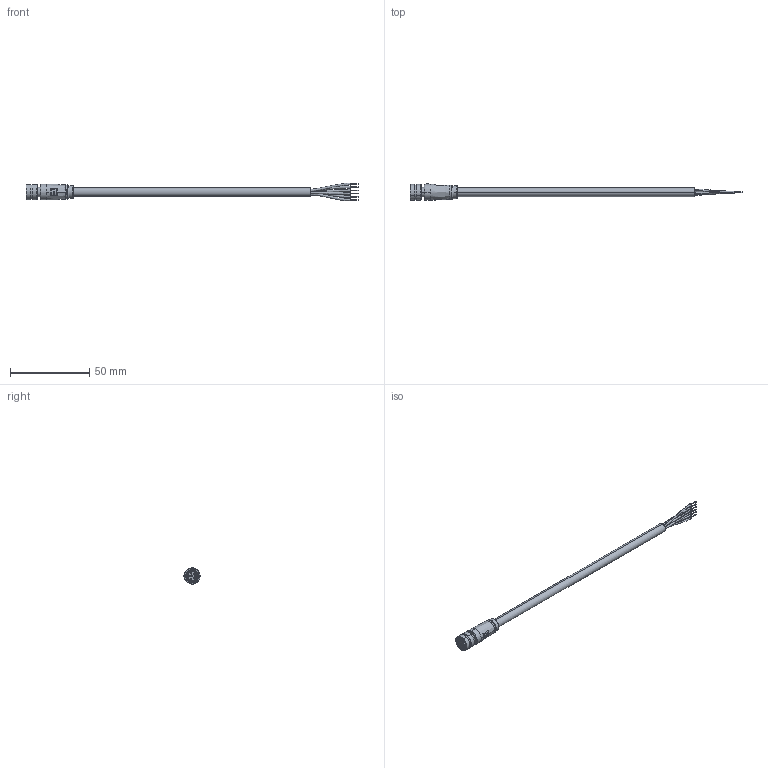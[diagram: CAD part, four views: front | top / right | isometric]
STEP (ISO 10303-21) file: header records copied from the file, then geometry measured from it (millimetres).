
FILE_DESCRIPTION (( 'STEP AP203' ), '1' );
FILE_NAME ('10-05403revA.STEP', '2023-03-17T20:23:35', ( '' ), ( '' ), 'SwSTEP 2.0', 'SolidWorks 2021', '' );
FILE_SCHEMA (( 'CONFIG_CONTROL_DESIGN' ));
Length unit declared in the file: millimetre
Products named in the file (9): 50-01034-02_STEP; 50-01034-05___; 30-02981_s + t; 50-01034-01___; 50-01034-04___; 24-00400_3D print; 50-01034-03___; 50-01034_STEP; 10-05403revA
Assembly tree (12 placements, depth 3):
  10-05403revA
    30-02981_s + t
    24-00400_3D print
    50-01034_STEP
      50-01034-01___
      50-01034-02_STEP
      50-01034-03___  x5
      50-01034-04___
      50-01034-05___
Bounding box: 210 x 10.25 x 11.3 mm (x, y, z)
Volume: 5880.3 mm3; surface area: 32026 mm2
Topology: 325 solids, 325 shells, 1982 faces, 3839 edges, 2509 vertices
Faces by surface type: cylinder 1071, plane 762, bspline 72, cone 41, torus 36
Entity records: 52662 total; most frequent: CARTESIAN_POINT 12345, DIRECTION 9057, ORIENTED_EDGE 7032, AXIS2_PLACEMENT_3D 3935, EDGE_CURVE 3516, VERTEX_POINT 2325, EDGE_LOOP 2207, CIRCLE 2137
